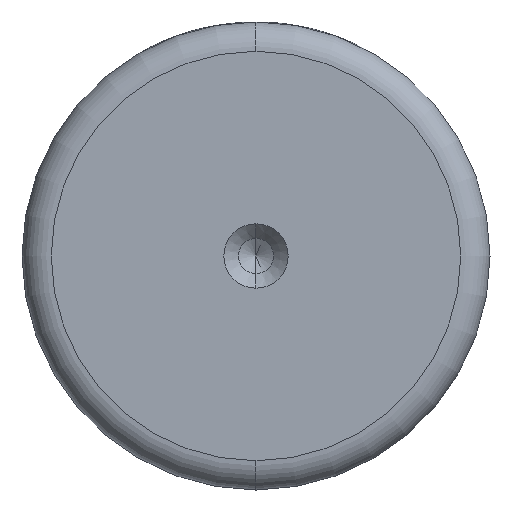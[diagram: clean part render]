
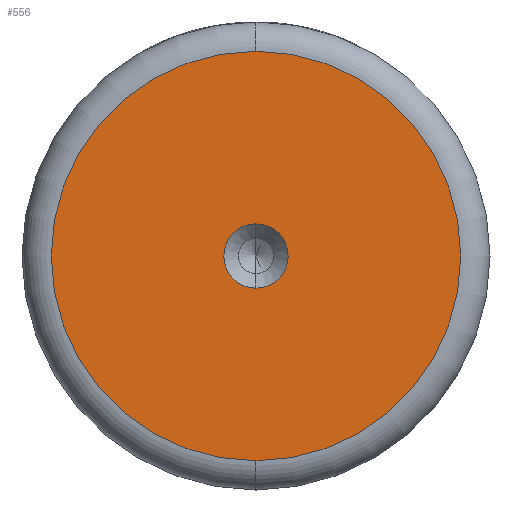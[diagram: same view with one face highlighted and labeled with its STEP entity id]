
A CAD part, left-side view. The second image highlights one B-rep face of the part: STEP entity #556.
In plain terms, the highlighted planar face has unit normal (-1, 0, 0).
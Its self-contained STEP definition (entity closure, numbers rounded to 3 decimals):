
#19 = CIRCLE ( 'NONE', #1141, 21. ) ;
#21 = CIRCLE ( 'NONE', #686, 3.3 ) ;
#68 = AXIS2_PLACEMENT_3D ( 'NONE', #530, #1290, #641 ) ;
#136 = VERTEX_POINT ( 'NONE', #794 ) ;
#155 = VERTEX_POINT ( 'NONE', #586 ) ;
#161 = EDGE_CURVE ( 'NONE', #136, #155, #19, .T. ) ;
#206 = DIRECTION ( 'NONE',  ( -1., 0., 0. ) ) ;
#328 = CIRCLE ( 'NONE', #1411, 3.3 ) ;
#367 = FACE_BOUND ( 'NONE', #1218, .T. ) ;
#388 = AXIS2_PLACEMENT_3D ( 'NONE', #878, #206, #992 ) ;
#394 = ORIENTED_EDGE ( 'NONE', *, *, #725, .F. ) ;
#401 = CARTESIAN_POINT ( 'NONE',  ( 0., 0., 0. ) ) ;
#451 = DIRECTION ( 'NONE',  ( -1., 0., 0. ) ) ;
#474 = CARTESIAN_POINT ( 'NONE',  ( 0., 0., 0. ) ) ;
#511 = DIRECTION ( 'NONE',  ( 0., 0., 1. ) ) ;
#530 = CARTESIAN_POINT ( 'NONE',  ( 0., 0., 0. ) ) ;
#556 = ADVANCED_FACE ( 'NONE', ( #367, #928 ), #1433, .T. ) ;
#579 = CIRCLE ( 'NONE', #68, 21. ) ;
#586 = CARTESIAN_POINT ( 'NONE',  ( 0., 0., -21. ) ) ;
#590 = DIRECTION ( 'NONE',  ( 0., 0., 1. ) ) ;
#641 = DIRECTION ( 'NONE',  ( 0., 0., 1. ) ) ;
#686 = AXIS2_PLACEMENT_3D ( 'NONE', #401, #1169, #511 ) ;
#694 = CARTESIAN_POINT ( 'NONE',  ( 0., 0., -3.3 ) ) ;
#725 = EDGE_CURVE ( 'NONE', #1090, #833, #21, .T. ) ;
#732 = CARTESIAN_POINT ( 'NONE',  ( 0., 0., 3.3 ) ) ;
#794 = CARTESIAN_POINT ( 'NONE',  ( 0., 0., 21. ) ) ;
#833 = VERTEX_POINT ( 'NONE', #732 ) ;
#878 = CARTESIAN_POINT ( 'NONE',  ( 0., 0., 0. ) ) ;
#928 = FACE_OUTER_BOUND ( 'NONE', #1233, .T. ) ;
#992 = DIRECTION ( 'NONE',  ( 0., 0., 1. ) ) ;
#996 = EDGE_CURVE ( 'NONE', #833, #1090, #328, .T. ) ;
#1069 = ORIENTED_EDGE ( 'NONE', *, *, #996, .F. ) ;
#1090 = VERTEX_POINT ( 'NONE', #694 ) ;
#1097 = CARTESIAN_POINT ( 'NONE',  ( 0., 0., 0. ) ) ;
#1141 = AXIS2_PLACEMENT_3D ( 'NONE', #474, #1241, #590 ) ;
#1169 = DIRECTION ( 'NONE',  ( -1., 0., 0. ) ) ;
#1204 = ORIENTED_EDGE ( 'NONE', *, *, #161, .T. ) ;
#1216 = DIRECTION ( 'NONE',  ( 0., 0., 1. ) ) ;
#1218 = EDGE_LOOP ( 'NONE', ( #1069, #394 ) ) ;
#1233 = EDGE_LOOP ( 'NONE', ( #1204, #1300 ) ) ;
#1241 = DIRECTION ( 'NONE',  ( -1., 0., 0. ) ) ;
#1290 = DIRECTION ( 'NONE',  ( -1., 0., 0. ) ) ;
#1300 = ORIENTED_EDGE ( 'NONE', *, *, #1357, .T. ) ;
#1357 = EDGE_CURVE ( 'NONE', #155, #136, #579, .T. ) ;
#1411 = AXIS2_PLACEMENT_3D ( 'NONE', #1097, #451, #1216 ) ;
#1433 = PLANE ( 'NONE',  #388 ) ;
